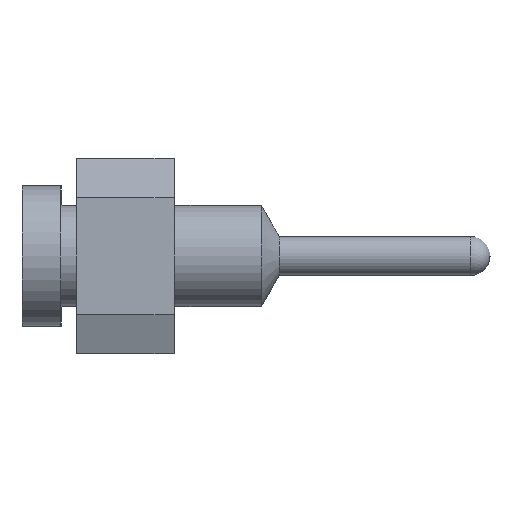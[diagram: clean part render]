
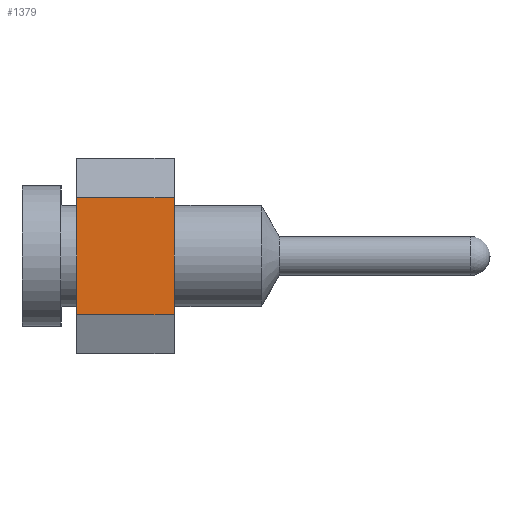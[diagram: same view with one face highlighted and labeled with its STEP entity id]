
A CAD part, left-side view. The second image highlights one B-rep face of the part: STEP entity #1379.
In plain terms, the highlighted planar face has unit normal (-1, 0, 0).
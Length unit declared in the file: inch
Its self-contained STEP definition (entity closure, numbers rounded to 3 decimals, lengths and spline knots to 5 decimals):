
#142=ORIENTED_EDGE('',*,*,#504,.T.);
#143=ORIENTED_EDGE('',*,*,#505,.T.);
#144=ORIENTED_EDGE('',*,*,#506,.F.);
#145=ORIENTED_EDGE('',*,*,#507,.F.);
#504=EDGE_CURVE('',#685,#686,#817,.T.);
#505=EDGE_CURVE('',#686,#687,#818,.T.);
#506=EDGE_CURVE('',#688,#687,#819,.T.);
#507=EDGE_CURVE('',#685,#688,#820,.T.);
#685=VERTEX_POINT('',#2048);
#686=VERTEX_POINT('',#2049);
#687=VERTEX_POINT('',#2051);
#688=VERTEX_POINT('',#2053);
#817=LINE('',#2047,#967);
#818=LINE('',#2050,#968);
#819=LINE('',#2052,#969);
#820=LINE('',#2054,#970);
#967=VECTOR('',#1641,39.37008);
#968=VECTOR('',#1642,39.37008);
#969=VECTOR('',#1643,39.37008);
#970=VECTOR('',#1644,39.37008);
#1093=EDGE_LOOP('',(#142,#143,#144,#145));
#1207=FACE_BOUND('',#1093,.T.);
#1322=PLANE('',#1481);
#1379=ADVANCED_FACE('',(#1207),#1322,.F.);
#1481=AXIS2_PLACEMENT_3D('',#2046,#1639,#1640);
#1639=DIRECTION('',(1.,0.,0.));
#1640=DIRECTION('',(0.,0.,-1.));
#1641=DIRECTION('',(0.,-1.,0.));
#1642=DIRECTION('',(0.,0.,1.));
#1643=DIRECTION('',(0.,-1.,0.));
#1644=DIRECTION('',(0.,0.,1.));
#2046=CARTESIAN_POINT('',(0.,0.05,-0.05));
#2047=CARTESIAN_POINT('',(0.,0.1,-0.03));
#2048=CARTESIAN_POINT('',(0.,0.05,-0.03));
#2049=CARTESIAN_POINT('',(0.,0.,-0.03));
#2050=CARTESIAN_POINT('',(0.,0.,-0.05));
#2051=CARTESIAN_POINT('',(0.,0.,0.03));
#2052=CARTESIAN_POINT('',(0.,0.1,0.03));
#2053=CARTESIAN_POINT('',(0.,0.05,0.03));
#2054=CARTESIAN_POINT('',(0.,0.05,-0.05));
